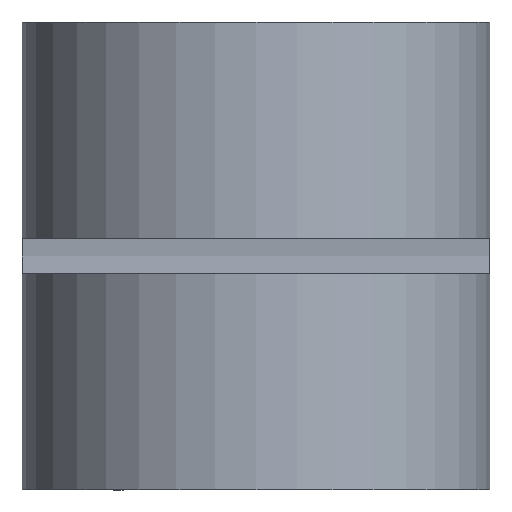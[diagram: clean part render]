
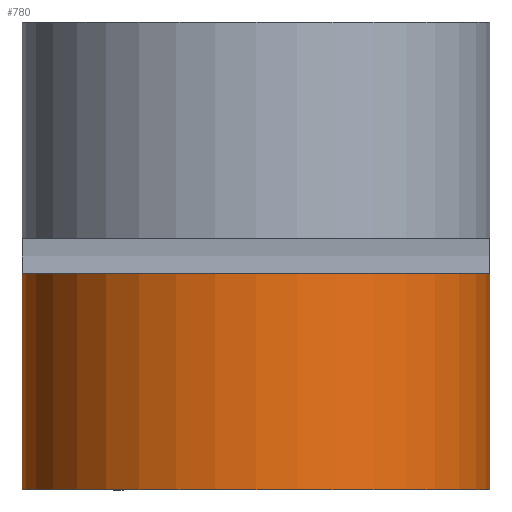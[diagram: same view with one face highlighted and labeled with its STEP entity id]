
A CAD part, left-side view. The second image highlights one B-rep face of the part: STEP entity #780.
In plain terms, the highlighted cylindrical face has radius 10 mm (diameter 20 mm), a partial arc.
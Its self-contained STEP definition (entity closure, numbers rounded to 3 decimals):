
#50=FACE_OUTER_BOUND('',#86,.T.);
#86=EDGE_LOOP('',(#689,#690,#691,#692));
#141=CIRCLE('',#928,10.);
#142=CIRCLE('',#929,10.);
#219=LINE('',#1435,#295);
#220=LINE('',#1438,#296);
#295=VECTOR('',#1134,9.25);
#296=VECTOR('',#1137,9.25);
#409=VERTEX_POINT('',#1431);
#410=VERTEX_POINT('',#1432);
#411=VERTEX_POINT('',#1434);
#412=VERTEX_POINT('',#1436);
#549=EDGE_CURVE('',#409,#410,#141,.T.);
#550=EDGE_CURVE('',#410,#411,#219,.T.);
#551=EDGE_CURVE('',#411,#412,#142,.T.);
#552=EDGE_CURVE('',#412,#409,#220,.T.);
#689=ORIENTED_EDGE('',*,*,#549,.T.);
#690=ORIENTED_EDGE('',*,*,#550,.T.);
#691=ORIENTED_EDGE('',*,*,#551,.T.);
#692=ORIENTED_EDGE('',*,*,#552,.T.);
#750=CYLINDRICAL_SURFACE('',#927,10.);
#780=ADVANCED_FACE('',(#50),#750,.T.);
#927=AXIS2_PLACEMENT_3D('',#1430,#1130,#1131);
#928=AXIS2_PLACEMENT_3D('',#1433,#1132,#1133);
#929=AXIS2_PLACEMENT_3D('',#1437,#1135,#1136);
#1130=DIRECTION('center_axis',(0.,0.,1.));
#1131=DIRECTION('ref_axis',(-1.,0.,0.));
#1132=DIRECTION('center_axis',(0.,0.,
-1.));
#1133=DIRECTION('ref_axis',(0.,-1.,0.));
#1134=DIRECTION('',(0.,0.,-1.));
#1135=DIRECTION('center_axis',(0.,0.,1.));
#1136=DIRECTION('ref_axis',(1.,0.,0.));
#1137=DIRECTION('',(0.,0.,1.));
#1430=CARTESIAN_POINT('Origin',(-6.5,10.,-5.375));
#1431=CARTESIAN_POINT('',(-6.5,0.,-0.75));
#1432=CARTESIAN_POINT('',(-6.5,20.,-0.75));
#1433=CARTESIAN_POINT('Origin',(-6.5,10.,-0.75));
#1434=CARTESIAN_POINT('',(-6.5,20.,-10.));
#1435=CARTESIAN_POINT('',(-6.5,20.,-0.75));
#1436=CARTESIAN_POINT('',(-6.5,0.,-10.));
#1437=CARTESIAN_POINT('Origin',(-6.5,10.,-10.));
#1438=CARTESIAN_POINT('',(-6.5,0.,-10.));
